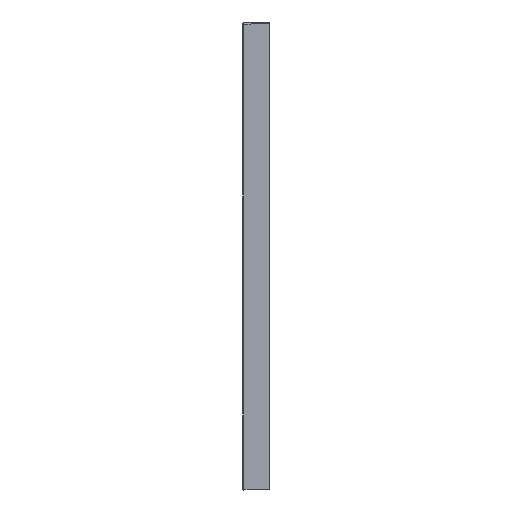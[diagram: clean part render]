
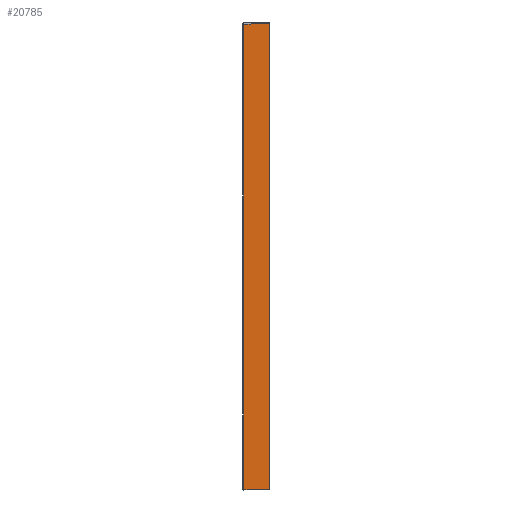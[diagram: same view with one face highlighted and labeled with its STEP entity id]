
A CAD part, left-side view. The second image highlights one B-rep face of the part: STEP entity #20785.
In plain terms, the highlighted planar face has unit normal (-0.999, 0.035, 0).
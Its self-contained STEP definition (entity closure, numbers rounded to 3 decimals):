
#321=CARTESIAN_POINT('',(-700.,-40.,435.501));
#959=DIRECTION('',(-0.035,-0.999,0.));
#960=VECTOR('',#959,38.038);
#961=CARTESIAN_POINT('',(-698.673,-1.986,
-262.5));
#962=LINE('',#961,#960);
#1194=CARTESIAN_POINT('',(-698.673,-1.986,
327.5));
#1234=CARTESIAN_POINT('',(-698.673,-1.986,
-252.5));
#1235=CARTESIAN_POINT('',(-698.673,-1.986,
-221.007));
#1236=CARTESIAN_POINT('',(-698.672,-1.97,
-158.127));
#1237=CARTESIAN_POINT('',(-698.671,-1.933,
-61.461));
#1238=CARTESIAN_POINT('',(-698.67,-1.924,
3.713));
#1239=CARTESIAN_POINT('',(-698.671,-1.93,
37.5));
#1241=DIRECTION('',(0.,0.,1.));
#1242=VECTOR('',#1241,290.);
#1243=CARTESIAN_POINT('',(-698.671,-1.93,
37.5));
#1244=LINE('',#1243,#1242);
#1245=CARTESIAN_POINT('',(-698.673,-1.986,
327.5));
#1246=CARTESIAN_POINT('',(-698.673,-1.986,
339.368));
#1247=CARTESIAN_POINT('',(-698.672,-1.98,
362.925));
#1248=CARTESIAN_POINT('',(-698.672,-1.959,
398.482));
#1249=CARTESIAN_POINT('',(-698.671,-1.941,
422.171));
#1250=CARTESIAN_POINT('',(-698.671,-1.932,
434.172));
#1252=DIRECTION('',(-0.035,-0.999,0.035));
#1253=VECTOR('',#1252,38.115);
#1254=CARTESIAN_POINT('',(-698.671,-1.932,
434.172));
#1255=LINE('',#1254,#1253);
#1256=DIRECTION('',(0.,0.,-1.));
#1257=VECTOR('',#1256,698.001);
#1258=CARTESIAN_POINT('',(-700.,-40.,
435.501));
#1259=LINE('',#1258,#1257);
#1268=DIRECTION('',(0.,0.,-1.));
#1269=VECTOR('',#1268,10.);
#1270=CARTESIAN_POINT('',(-698.673,-1.986,
-252.5));
#1271=LINE('',#1270,#1269);
#17364=CARTESIAN_POINT('',(-698.671,-1.932,
434.172));
#17365=VERTEX_POINT('',#17364);
#17366=VERTEX_POINT('',#321);
#17469=CARTESIAN_POINT('',(-700.,-40.,-262.5));
#17470=VERTEX_POINT('',#17469);
#18663=CARTESIAN_POINT('',(-698.671,-1.93,
37.5));
#18664=VERTEX_POINT('',#18663);
#18665=VERTEX_POINT('',#1194);
#18666=CARTESIAN_POINT('',(-698.673,-1.986,
-262.5));
#18667=VERTEX_POINT('',#18666);
#18668=CARTESIAN_POINT('',(-698.673,-1.986,
-252.5));
#18669=VERTEX_POINT('',#18668);
#20769=CARTESIAN_POINT('',(-699.335,-20.964,
86.501));
#20770=DIRECTION('',(0.999,-0.035,0.));
#20771=DIRECTION('',(0.035,0.999,0.));
#20772=AXIS2_PLACEMENT_3D('',#20769,#20770,#20771);
#20773=PLANE('',#20772);
#20774=ORIENTED_EDGE('',*,*,#20273,.F.);
#20776=ORIENTED_EDGE('',*,*,#20775,.F.);
#20778=ORIENTED_EDGE('',*,*,#20777,.T.);
#20779=ORIENTED_EDGE('',*,*,#20700,.T.);
#20780=ORIENTED_EDGE('',*,*,#20739,.T.);
#20781=ORIENTED_EDGE('',*,*,#19462,.T.);
#20782=ORIENTED_EDGE('',*,*,#19542,.T.);
#20783=EDGE_LOOP('',(#20774,#20776,#20778,#20779,#20780,#20781,#20782));
#20784=FACE_OUTER_BOUND('',#20783,.F.);
#20785=ADVANCED_FACE('',(#20784),#20773,.F.);
#1240=B_SPLINE_CURVE_WITH_KNOTS('',3,(#1234,#1235,#1236,#1237,#1238,#1239),
.UNSPECIFIED.,.F.,.F.,(4,1,1,4),(0.,0.326,0.65,1.),
.UNSPECIFIED.);
#1251=B_SPLINE_CURVE_WITH_KNOTS('',3,(#1245,#1246,#1247,#1248,#1249,#1250),
.UNSPECIFIED.,.F.,.F.,(4,1,1,4),(0.,0.334,0.662,1.),
.UNSPECIFIED.);
#19462=EDGE_CURVE('',#17365,#17366,#1255,.T.);
#19542=EDGE_CURVE('',#17366,#17470,#1259,.T.);
#20273=EDGE_CURVE('',#18667,#17470,#962,.T.);
#20700=EDGE_CURVE('',#18664,#18665,#1244,.T.);
#20739=EDGE_CURVE('',#18665,#17365,#1251,.T.);
#20775=EDGE_CURVE('',#18669,#18667,#1271,.T.);
#20777=EDGE_CURVE('',#18669,#18664,#1240,.T.);
